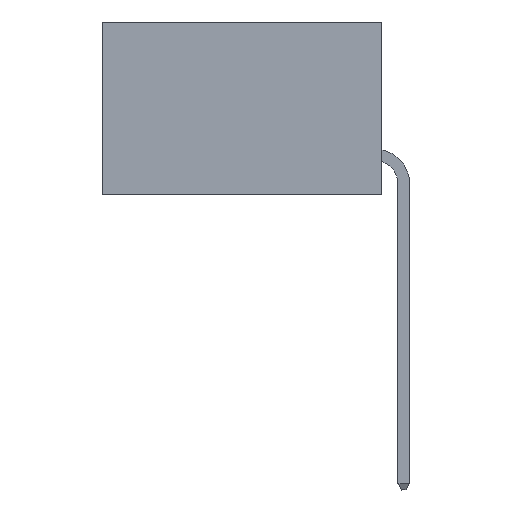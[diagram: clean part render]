
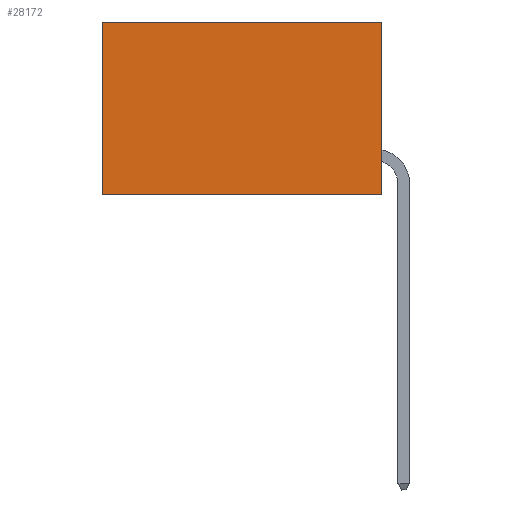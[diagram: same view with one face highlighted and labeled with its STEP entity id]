
A CAD part, left-side view. The second image highlights one B-rep face of the part: STEP entity #28172.
In plain terms, the highlighted planar face has unit normal (-1, 0, 0).
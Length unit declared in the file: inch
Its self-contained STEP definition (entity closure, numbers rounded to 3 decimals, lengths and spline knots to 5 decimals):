
#7445 = DIRECTION ( 'NONE',  ( 0., 0., -1. ) ) ;
#9203 = VERTEX_POINT ( 'NONE', #34966 ) ;
#9722 = CARTESIAN_POINT ( 'NONE',  ( 0.2875, 0., 0. ) ) ;
#10848 = ORIENTED_EDGE ( 'NONE', *, *, #11468, .F. ) ;
#11347 = DIRECTION ( 'NONE',  ( 0., 0., -1. ) ) ;
#11468 = EDGE_CURVE ( 'NONE', #31346, #30527, #26782, .T. ) ;
#13603 = CARTESIAN_POINT ( 'NONE',  ( 0.2875, 0., 0. ) ) ;
#13731 = EDGE_CURVE ( 'NONE', #30527, #23529, #21659, .T. ) ;
#15059 = CARTESIAN_POINT ( 'NONE',  ( 0.2875, 0., -0.37 ) ) ;
#16367 = CARTESIAN_POINT ( 'NONE',  ( 0.2875, 0.6, -0.37 ) ) ;
#16393 = DIRECTION ( 'NONE',  ( 0., 0., -1. ) ) ;
#21092 = LINE ( 'NONE', #22426, #35806 ) ;
#21332 = FACE_OUTER_BOUND ( 'NONE', #22682, .T. ) ;
#21659 = LINE ( 'NONE', #15059, #38323 ) ;
#22426 = CARTESIAN_POINT ( 'NONE',  ( 0.2875, 0.6, 0. ) ) ;
#22682 = EDGE_LOOP ( 'NONE', ( #27082, #37100, #10848, #29156 ) ) ;
#23529 = VERTEX_POINT ( 'NONE', #16367 ) ;
#25737 = VECTOR ( 'NONE', #11347, 39.37008 ) ;
#25778 = DIRECTION ( 'NONE',  ( 0., 1., 0. ) ) ;
#26782 = LINE ( 'NONE', #30184, #25737 ) ;
#26834 = PLANE ( 'NONE',  #31873 ) ;
#27082 = ORIENTED_EDGE ( 'NONE', *, *, #36247, .T. ) ;
#28172 = ADVANCED_FACE ( 'NONE', ( #21332 ), #26834, .F. ) ;
#28871 = CARTESIAN_POINT ( 'NONE',  ( 0.2875, 0., 0. ) ) ;
#28935 = CARTESIAN_POINT ( 'NONE',  ( 0.2875, 0., -0.37 ) ) ;
#29156 = ORIENTED_EDGE ( 'NONE', *, *, #33593, .T. ) ;
#29171 = VECTOR ( 'NONE', #25778, 39.37008 ) ;
#30184 = CARTESIAN_POINT ( 'NONE',  ( 0.2875, 0., 0. ) ) ;
#30527 = VERTEX_POINT ( 'NONE', #28935 ) ;
#31346 = VERTEX_POINT ( 'NONE', #9722 ) ;
#31873 = AXIS2_PLACEMENT_3D ( 'NONE', #13603, #36042, #7445 ) ;
#33593 = EDGE_CURVE ( 'NONE', #31346, #9203, #33599, .T. ) ;
#33599 = LINE ( 'NONE', #28871, #29171 ) ;
#34966 = CARTESIAN_POINT ( 'NONE',  ( 0.2875, 0.6, 0. ) ) ;
#35806 = VECTOR ( 'NONE', #16393, 39.37008 ) ;
#36042 = DIRECTION ( 'NONE',  ( 1., 0., 0. ) ) ;
#36247 = EDGE_CURVE ( 'NONE', #9203, #23529, #21092, .T. ) ;
#37033 = DIRECTION ( 'NONE',  ( 0., 1., 0. ) ) ;
#37100 = ORIENTED_EDGE ( 'NONE', *, *, #13731, .F. ) ;
#38323 = VECTOR ( 'NONE', #37033, 39.37008 ) ;
